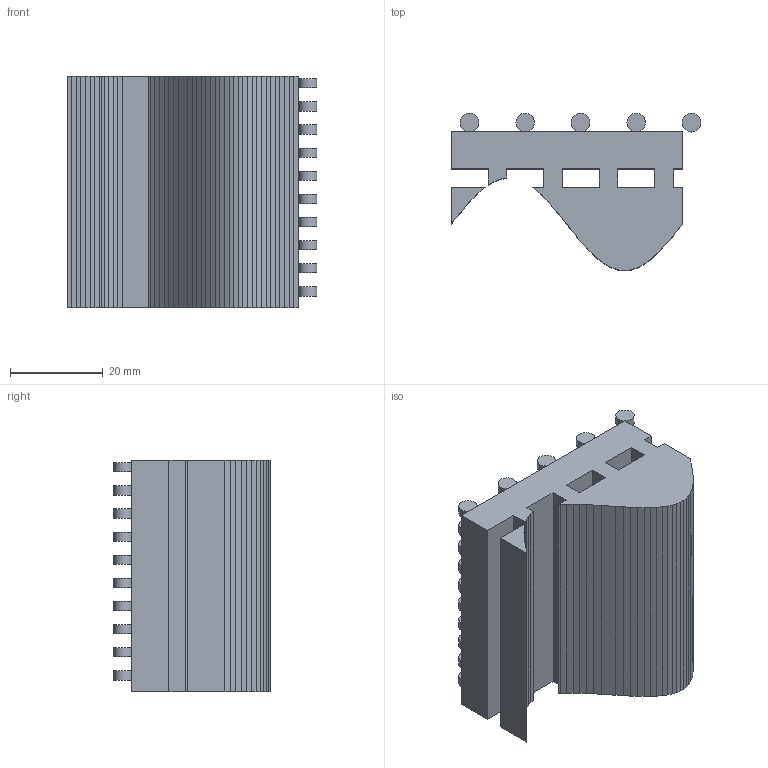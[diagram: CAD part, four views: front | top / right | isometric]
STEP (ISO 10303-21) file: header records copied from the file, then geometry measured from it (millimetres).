
FILE_DESCRIPTION(('Open CASCADE Model'),'2;1');
FILE_NAME('Open CASCADE Shape Model','2024-05-31T00:08:22',('Author'),( 'Open CASCADE'),'Open CASCADE STEP processor 7.7','Open CASCADE 7.7' ,'Unknown');
FILE_SCHEMA(('AUTOMOTIVE_DESIGN { 1 0 10303 214 1 1 1 1 }'));
Length unit declared in the file: millimetre
Products named in the file (53): Open CASCADE STEP translator 7.7 2; Open CASCADE STEP translator 7.7 2.1; Open CASCADE STEP translator 7.7 2.2; Open CASCADE STEP translator 7.7 2.3; Open CASCADE STEP translator 7.7 2.4; Open CASCADE STEP translator 7.7 2.5; Open CASCADE STEP translator 7.7 2.6; Open CASCADE STEP translator 7.7 2.7; Open CASCADE STEP translator 7.7 2.8; Open CASCADE STEP translator 7.7 2.9; Open CASCADE STEP translator 7.7 2.10; Open CASCADE STEP translator 7.7 2.11; Open CASCADE STEP translator 7.7 2.12; Open CASCADE STEP translator 7.7 2.13; Open CASCADE STEP translator 7.7 2.14; Open CASCADE STEP translator 7.7 2.15; Open CASCADE STEP translator 7.7 2.16; Open CASCADE STEP translator 7.7 2.17; Open CASCADE STEP translator 7.7 2.18; Open CASCADE STEP translator 7.7 2.19; Open CASCADE STEP translator 7.7 2.20; Open CASCADE STEP translator 7.7 2.21; Open CASCADE STEP translator 7.7 2.22; Open CASCADE STEP translator 7.7 2.23; Open CASCADE STEP translator 7.7 2.24; Open CASCADE STEP translator 7.7 2.25; Open CASCADE STEP translator 7.7 2.26; Open CASCADE STEP translator 7.7 2.27; Open CASCADE STEP translator 7.7 2.28; Open CASCADE STEP translator 7.7 2.29; Open CASCADE STEP translator 7.7 2.30; Open CASCADE STEP translator 7.7 2.31; Open CASCADE STEP translator 7.7 2.32; Open CASCADE STEP translator 7.7 2.33; Open CASCADE STEP translator 7.7 2.34; Open CASCADE STEP translator 7.7 2.35; Open CASCADE STEP translator 7.7 2.36; Open CASCADE STEP translator 7.7 2.37; Open CASCADE STEP translator 7.7 2.38; Open CASCADE STEP translator 7.7 2.39 ...
Assembly tree (52 placements, depth 2):
  Open CASCADE STEP translator 7.7 2
    Open CASCADE STEP translator 7.7 2.1
    Open CASCADE STEP translator 7.7 2.2
    Open CASCADE STEP translator 7.7 2.3
    Open CASCADE STEP translator 7.7 2.4
    Open CASCADE STEP translator 7.7 2.5
    Open CASCADE STEP translator 7.7 2.6
    Open CASCADE STEP translator 7.7 2.7
    Open CASCADE STEP translator 7.7 2.8
    Open CASCADE STEP translator 7.7 2.9
    Open CASCADE STEP translator 7.7 2.10
    Open CASCADE STEP translator 7.7 2.11
    Open CASCADE STEP translator 7.7 2.12
    Open CASCADE STEP translator 7.7 2.13
    Open CASCADE STEP translator 7.7 2.14
    Open CASCADE STEP translator 7.7 2.15
    Open CASCADE STEP translator 7.7 2.16
    Open CASCADE STEP translator 7.7 2.17
    Open CASCADE STEP translator 7.7 2.18
    Open CASCADE STEP translator 7.7 2.19
    Open CASCADE STEP translator 7.7 2.20
    Open CASCADE STEP translator 7.7 2.21
    Open CASCADE STEP translator 7.7 2.22
    Open CASCADE STEP translator 7.7 2.23
    Open CASCADE STEP translator 7.7 2.24
    Open CASCADE STEP translator 7.7 2.25
    Open CASCADE STEP translator 7.7 2.26
    Open CASCADE STEP translator 7.7 2.27
    Open CASCADE STEP translator 7.7 2.28
    Open CASCADE STEP translator 7.7 2.29
    Open CASCADE STEP translator 7.7 2.30
    Open CASCADE STEP translator 7.7 2.31
    Open CASCADE STEP translator 7.7 2.32
    Open CASCADE STEP translator 7.7 2.33
    Open CASCADE STEP translator 7.7 2.34
    Open CASCADE STEP translator 7.7 2.35
    Open CASCADE STEP translator 7.7 2.36
    Open CASCADE STEP translator 7.7 2.37
    Open CASCADE STEP translator 7.7 2.38
    Open CASCADE STEP translator 7.7 2.39
    Open CASCADE STEP translator 7.7 2.40
    Open CASCADE STEP translator 7.7 2.41
    Open CASCADE STEP translator 7.7 2.42
    Open CASCADE STEP translator 7.7 2.43
    Open CASCADE STEP translator 7.7 2.44
    Open CASCADE STEP translator 7.7 2.45
    Open CASCADE STEP translator 7.7 2.46
    Open CASCADE STEP translator 7.7 2.47
    Open CASCADE STEP translator 7.7 2.48
    Open CASCADE STEP translator 7.7 2.49
    Open CASCADE STEP translator 7.7 2.50
    Open CASCADE STEP translator 7.7 2.51
    Open CASCADE STEP translator 7.7 2.52
Bounding box: 54 x 33.98 x 50 mm (x, y, z)
Volume: 44848.6 mm3; surface area: 15885.3 mm2
Topology: 52 solids, 52 shells, 261 faces, 471 edges, 314 vertices
Faces by surface type: plane 171, cylinder 90
Full cylindrical faces by diameter (mm): 4 x10
Entity records: 13300 total; most frequent: DIRECTION 2141, CARTESIAN_POINT 2121, LINE 973, VECTOR 973, ORIENTED_EDGE 942, PCURVE 942, DEFINITIONAL_REPRESENTATION 942, AXIS2_PLACEMENT_3D 494
